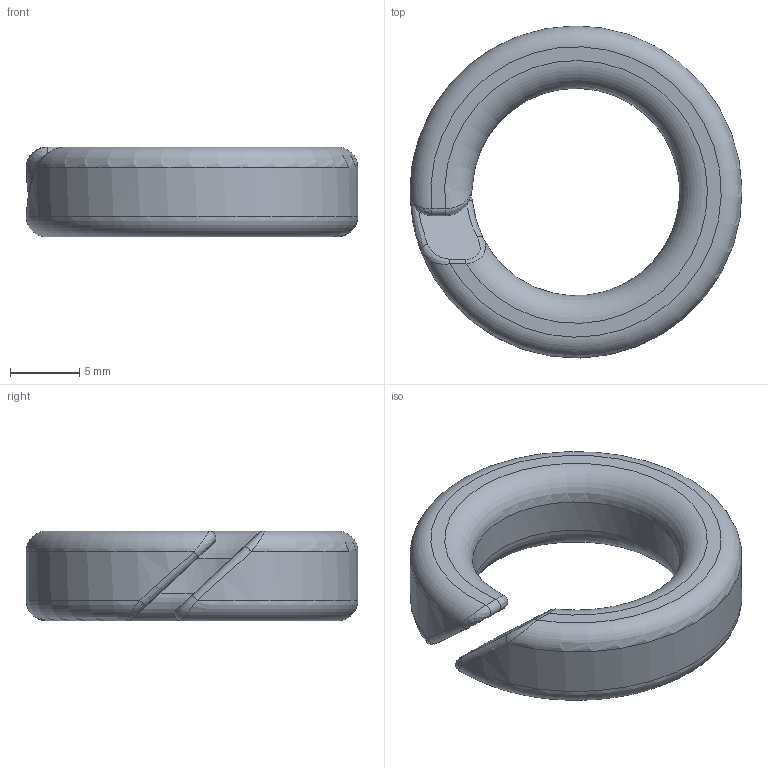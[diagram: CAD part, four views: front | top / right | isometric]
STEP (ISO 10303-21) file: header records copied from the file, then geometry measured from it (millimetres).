
FILE_DESCRIPTION(/* description */ (''),/* implementation_level */ '2;1');
FILE_NAME(/* name */ 'justTheRingv2.step',/* time_stamp */ '2021-01-30T04:15:19+00:00',/* author */ (''),/* organization */ (''),/* preprocessor_version */ 'ST-DEVELOPER v18.1',/* originating_system */ 'Autodesk Translation Framework v9.7.1.1290',/* authorisation */ '');
FILE_SCHEMA (('AUTOMOTIVE_DESIGN { 1 0 10303 214 3 1 1 }'));
Length unit declared in the file: millimetre
Products named in the file (1): FusionComponent
Bounding box: 24 x 24 x 6.5 mm (x, y, z)
Volume: 1563.1 mm3; surface area: 1183.8 mm2
Topology: 1 solids, 1 shells, 26 faces, 56 edges, 32 vertices
Faces by surface type: bspline 12, cylinder 6, plane 4, torus 4
Entity records: 1241 total; most frequent: CARTESIAN_POINT 693, ORIENTED_EDGE 112, DIRECTION 98, EDGE_CURVE 56, AXIS2_PLACEMENT_3D 45, VERTEX_POINT 32, FACE_OUTER_BOUND 26, EDGE_LOOP 26
